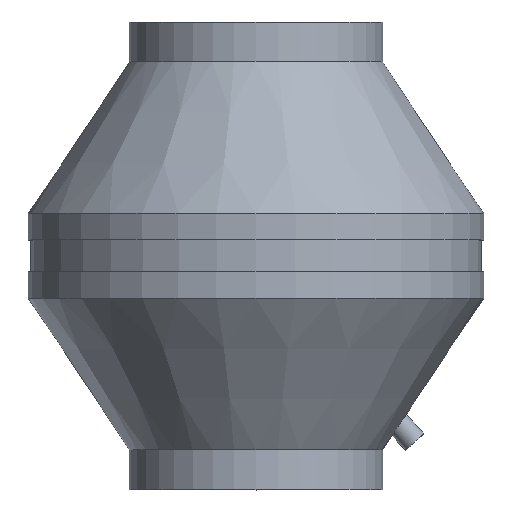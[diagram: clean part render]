
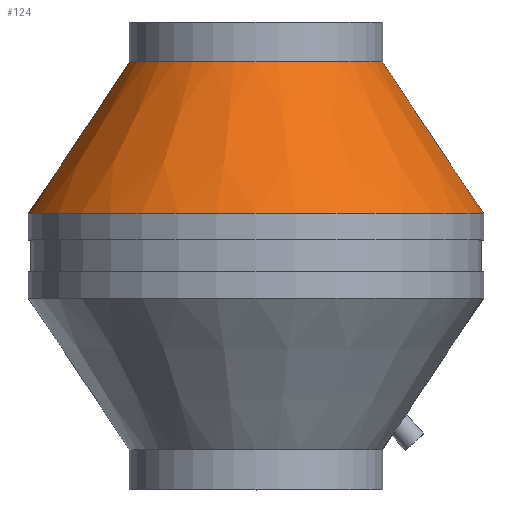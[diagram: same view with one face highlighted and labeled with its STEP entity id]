
A CAD part, top view. The second image highlights one B-rep face of the part: STEP entity #124.
In plain terms, the highlighted conical face has half-angle 33.686 degrees and reference radius 229 mm.
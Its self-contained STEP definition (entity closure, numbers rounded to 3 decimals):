
#124 = ADVANCED_FACE( '', ( #275, #276 ), #277, .T. );
#275 = FACE_BOUND( '', #438, .T. );
#276 = FACE_OUTER_BOUND( '', #439, .T. );
#277 = CONICAL_SURFACE( '', #440, 229., 0.588 );
#438 = EDGE_LOOP( '', ( #740 ) );
#439 = EDGE_LOOP( '', ( #741 ) );
#440 = AXIS2_PLACEMENT_3D( '', #742, #743, #744 );
#740 = ORIENTED_EDGE( '', *, *, #969, .T. );
#741 = ORIENTED_EDGE( '', *, *, #939, .F. );
#742 = CARTESIAN_POINT( '', ( 0., 277.729, 0. ) );
#743 = DIRECTION( '', ( 0., -1., 0. ) );
#744 = DIRECTION( '', ( 0., 0., -1. ) );
#939 = EDGE_CURVE( '', #1139, #1139, #1140, .T. );
#969 = EDGE_CURVE( '', #1179, #1179, #1180, .T. );
#1139 = VERTEX_POINT( '', #1667 );
#1140 = CIRCLE( '', #1668, 229. );
#1179 = VERTEX_POINT( '', #1810 );
#1180 = CIRCLE( '', #1811, 127.5 );
#1667 = CARTESIAN_POINT( '', ( 0., 277.729, -229. ) );
#1668 = AXIS2_PLACEMENT_3D( '', #1977, #1978, #1979 );
#1810 = CARTESIAN_POINT( '', ( 0., 430., -127.5 ) );
#1811 = AXIS2_PLACEMENT_3D( '', #2012, #2013, #2014 );
#1977 = CARTESIAN_POINT( '', ( 0., 277.729, 0. ) );
#1978 = DIRECTION( '', ( 0., -1., 0. ) );
#1979 = DIRECTION( '', ( 0., 0., -1. ) );
#2012 = CARTESIAN_POINT( '', ( 0., 430., 0. ) );
#2013 = DIRECTION( '', ( 0., -1., 0. ) );
#2014 = DIRECTION( '', ( 0., 0., -1. ) );
